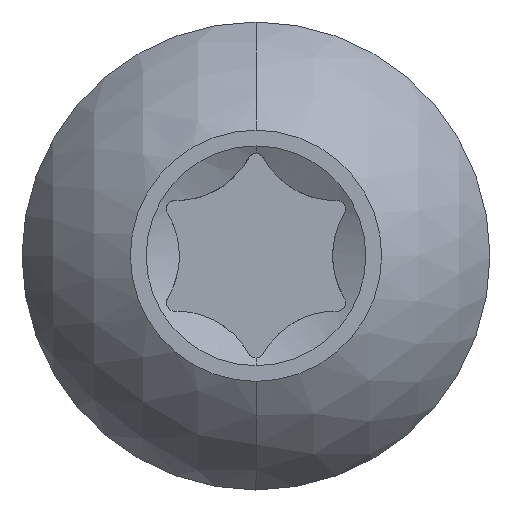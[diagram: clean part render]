
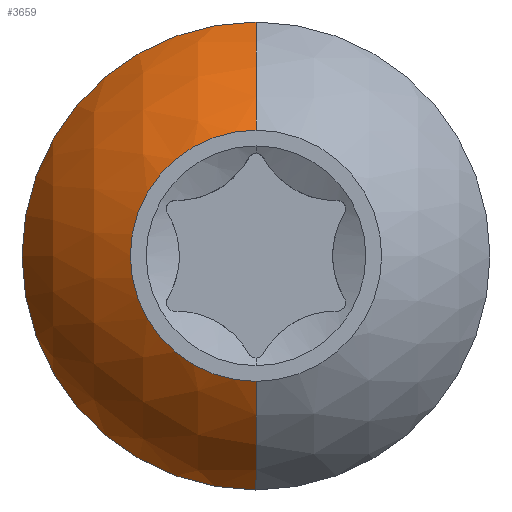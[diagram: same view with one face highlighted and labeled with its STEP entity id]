
A CAD part, top view. The second image highlights one B-rep face of the part: STEP entity #3659.
In plain terms, the highlighted spherical face has radius 2.105 mm.
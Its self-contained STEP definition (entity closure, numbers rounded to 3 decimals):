
#61 = CARTESIAN_POINT ( 'NONE',  ( 0., 1.9, -0.935 ) ) ;
#293 = DIRECTION ( 'NONE',  ( 0., 0., 1. ) ) ;
#308 = CIRCLE ( 'NONE', #2107, 2.105 ) ;
#625 = CARTESIAN_POINT ( 'NONE',  ( 0., 0., -0.935 ) ) ;
#717 = DIRECTION ( 'NONE',  ( -1., 0., 0. ) ) ;
#730 = CARTESIAN_POINT ( 'NONE',  ( 0., 0., 0. ) ) ;
#764 = CARTESIAN_POINT ( 'NONE',  ( 0., 1.02, 0. ) ) ;
#834 = CIRCLE ( 'NONE', #1991, 1.9 ) ;
#976 = CARTESIAN_POINT ( 'NONE',  ( 0., -1.9, -0.935 ) ) ;
#1032 = VERTEX_POINT ( 'NONE', #976 ) ;
#1143 = CARTESIAN_POINT ( 'NONE',  ( 0., -1.02, 0. ) ) ;
#1156 = CARTESIAN_POINT ( 'NONE',  ( 0., 0., -1.841 ) ) ;
#1334 = AXIS2_PLACEMENT_3D ( 'NONE', #625, #1452, #4501 ) ;
#1402 = ORIENTED_EDGE ( 'NONE', *, *, #3578, .T. ) ;
#1409 = DIRECTION ( 'NONE',  ( 0., 0., -1. ) ) ;
#1452 = DIRECTION ( 'NONE',  ( 0., 0., 1. ) ) ;
#1511 = DIRECTION ( 'NONE',  ( 0., 0., 1. ) ) ;
#1744 = EDGE_LOOP ( 'NONE', ( #2687, #1402, #3707, #4009, #3942 ) ) ;
#1795 = CARTESIAN_POINT ( 'NONE',  ( 0., 0., -1.841 ) ) ;
#1894 = DIRECTION ( 'NONE',  ( 0., -1., 0. ) ) ;
#1991 = AXIS2_PLACEMENT_3D ( 'NONE', #3048, #293, #4556 ) ;
#2091 = CIRCLE ( 'NONE', #4032, 2.105 ) ;
#2107 = AXIS2_PLACEMENT_3D ( 'NONE', #1795, #4877, #1409 ) ;
#2245 = CARTESIAN_POINT ( 'NONE',  ( -1.9, 0., -0.935 ) ) ;
#2286 = DIRECTION ( 'NONE',  ( -1., 0., 0. ) ) ;
#2288 = VERTEX_POINT ( 'NONE', #2245 ) ;
#2687 = ORIENTED_EDGE ( 'NONE', *, *, #4284, .T. ) ;
#2717 = CIRCLE ( 'NONE', #1334, 1.9 ) ;
#2827 = SPHERICAL_SURFACE ( 'NONE', #4714, 2.105 ) ;
#2868 = VERTEX_POINT ( 'NONE', #1143 ) ;
#2994 = AXIS2_PLACEMENT_3D ( 'NONE', #730, #1511, #4587 ) ;
#3048 = CARTESIAN_POINT ( 'NONE',  ( 0., 0., -0.935 ) ) ;
#3437 = EDGE_CURVE ( 'NONE', #4400, #3624, #308, .T. ) ;
#3482 = EDGE_CURVE ( 'NONE', #3624, #2868, #4577, .T. ) ;
#3578 = EDGE_CURVE ( 'NONE', #1032, #2868, #2091, .T. ) ;
#3624 = VERTEX_POINT ( 'NONE', #764 ) ;
#3659 = ADVANCED_FACE ( 'NONE', ( #3807 ), #2827, .T. ) ;
#3707 = ORIENTED_EDGE ( 'NONE', *, *, #3482, .F. ) ;
#3807 = FACE_OUTER_BOUND ( 'NONE', #1744, .T. ) ;
#3825 = CARTESIAN_POINT ( 'NONE',  ( 0., 0., -1.841 ) ) ;
#3873 = DIRECTION ( 'NONE',  ( 0., 1., 0. ) ) ;
#3901 = EDGE_CURVE ( 'NONE', #4400, #2288, #2717, .T. ) ;
#3942 = ORIENTED_EDGE ( 'NONE', *, *, #3901, .T. ) ;
#4009 = ORIENTED_EDGE ( 'NONE', *, *, #3437, .F. ) ;
#4032 = AXIS2_PLACEMENT_3D ( 'NONE', #3825, #2286, #1894 ) ;
#4284 = EDGE_CURVE ( 'NONE', #2288, #1032, #834, .T. ) ;
#4400 = VERTEX_POINT ( 'NONE', #61 ) ;
#4501 = DIRECTION ( 'NONE',  ( 1., 0., 0. ) ) ;
#4556 = DIRECTION ( 'NONE',  ( 1., 0., 0. ) ) ;
#4577 = CIRCLE ( 'NONE', #2994, 1.02 ) ;
#4587 = DIRECTION ( 'NONE',  ( 1., 0., 0. ) ) ;
#4714 = AXIS2_PLACEMENT_3D ( 'NONE', #1156, #717, #3873 ) ;
#4877 = DIRECTION ( 'NONE',  ( 1., 0., 0. ) ) ;
